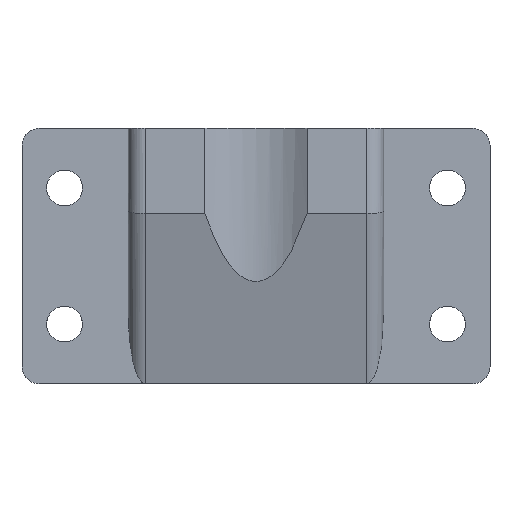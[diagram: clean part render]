
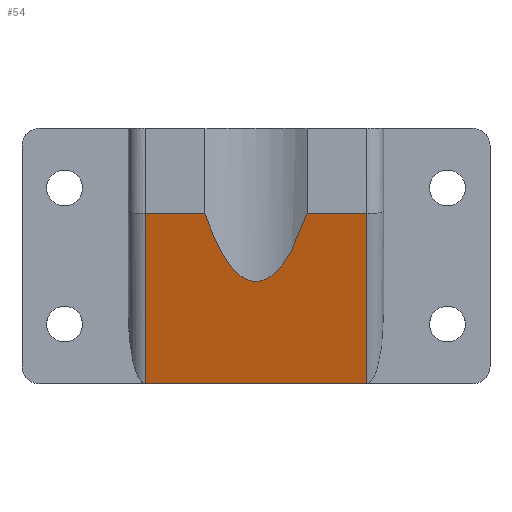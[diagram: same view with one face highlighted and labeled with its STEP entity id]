
A CAD part, top view. The second image highlights one B-rep face of the part: STEP entity #54.
In plain terms, the highlighted planar face has unit normal (0, -0.242, 0.97).
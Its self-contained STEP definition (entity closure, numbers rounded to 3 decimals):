
#2 = CARTESIAN_POINT ( 'NONE',  ( -13., -15., 2. ) ) ;
#5 = LINE ( 'NONE', #2, #281 ) ;
#7 = DIRECTION ( 'NONE',  ( 0., -0.97, -0.243 ) ) ;
#36 = DIRECTION ( 'NONE',  ( -1., 0., 0. ) ) ;
#54 = ADVANCED_FACE ( 'NONE', ( #1054 ), #525, .F. ) ;
#108 = EDGE_CURVE ( 'NONE', #1252, #1260, #1103, .T. ) ;
#127 = EDGE_CURVE ( 'NONE', #1265, #1246, #427, .T. ) ;
#132 = EDGE_CURVE ( 'NONE', #1265, #1242, #421, .T. ) ;
#138 = EDGE_CURVE ( 'NONE', #1246, #1252, #1123, .T. ) ;
#144 = EDGE_CURVE ( 'NONE', #1235, #1242, #5, .T. ) ;
#197 = EDGE_CURVE ( 'NONE', #1260, #1235, #681, .T. ) ;
#281 = VECTOR ( 'NONE', #7, 1000. ) ;
#322 = VECTOR ( 'NONE', #1121, 1000. ) ;
#329 = VECTOR ( 'NONE', #430, 1000. ) ;
#335 = VECTOR ( 'NONE', #36, 1000. ) ;
#421 = LINE ( 'NONE', #422, #335 ) ;
#422 = CARTESIAN_POINT ( 'NONE',  ( 15., -15., 2. ) ) ;
#424 = CARTESIAN_POINT ( 'NONE',  ( 13., 5., 7. ) ) ;
#427 = LINE ( 'NONE', #424, #329 ) ;
#430 = DIRECTION ( 'NONE',  ( 0., 0.97, 0.243 ) ) ;
#442 = ORIENTED_EDGE ( 'NONE', *, *, #108, .T. ) ;
#467 = ORIENTED_EDGE ( 'NONE', *, *, #132, .F. ) ;
#489 = EDGE_LOOP ( 'NONE', ( #1161, #1272, #467, #1155, #1193, #442 ) ) ;
#522 = DIRECTION ( 'NONE',  ( 0., 0.97, 0.243 ) ) ;
#523 = DIRECTION ( 'NONE',  ( 0., 0.243, -0.97 ) ) ;
#524 = CARTESIAN_POINT ( 'NONE',  ( 15., -15., 2. ) ) ;
#525 = PLANE ( 'NONE',  #1050 ) ;
#681 = LINE ( 'NONE', #682, #877 ) ;
#682 = CARTESIAN_POINT ( 'NONE',  ( 15., 5., 7. ) ) ;
#683 = DIRECTION ( 'NONE',  ( -1., 0., 0. ) ) ;
#747 = CARTESIAN_POINT ( 'NONE',  ( -6., 5., 7. ) ) ;
#765 = CARTESIAN_POINT ( 'NONE',  ( -2.308, -6.077, 4.231 ) ) ;
#769 = CARTESIAN_POINT ( 'NONE',  ( 2.308, -6.077, 4.231 ) ) ;
#781 = CARTESIAN_POINT ( 'NONE',  ( 6., 5., 7. ) ) ;
#877 = VECTOR ( 'NONE', #683, 1000. ) ;
#934 = CARTESIAN_POINT ( 'NONE',  ( -13., 5., 7. ) ) ;
#941 = CARTESIAN_POINT ( 'NONE',  ( -13., -15., 2. ) ) ;
#945 = CARTESIAN_POINT ( 'NONE',  ( 13., 5., 7. ) ) ;
#948 = CARTESIAN_POINT ( 'NONE',  ( 6., 5., 7. ) ) ;
#956 = CARTESIAN_POINT ( 'NONE',  ( -6., 5., 7. ) ) ;
#961 = CARTESIAN_POINT ( 'NONE',  ( 13., -15., 2. ) ) ;
#1050 = AXIS2_PLACEMENT_3D ( 'NONE', #524, #523, #522 ) ;
#1054 = FACE_OUTER_BOUND ( 'NONE', #489, .T. ) ;
#1103 =( BOUNDED_CURVE ( )  B_SPLINE_CURVE ( 3, ( #781, #769, #765, #747 ),
 .UNSPECIFIED., .F., .T. ) 
 B_SPLINE_CURVE_WITH_KNOTS ( ( 4, 4 ),
 ( 2.498, 3.785 ),
 .UNSPECIFIED. ) 
 CURVE ( )  GEOMETRIC_REPRESENTATION_ITEM ( )  RATIONAL_B_SPLINE_CURVE ( ( 1., 0.867, 0.867, 1. ) ) 
 REPRESENTATION_ITEM ( '' )  );
#1121 = DIRECTION ( 'NONE',  ( -1., 0., 0. ) ) ;
#1123 = LINE ( 'NONE', #1128, #322 ) ;
#1128 = CARTESIAN_POINT ( 'NONE',  ( 15., 5., 7. ) ) ;
#1155 = ORIENTED_EDGE ( 'NONE', *, *, #127, .T. ) ;
#1161 = ORIENTED_EDGE ( 'NONE', *, *, #197, .T. ) ;
#1193 = ORIENTED_EDGE ( 'NONE', *, *, #138, .T. ) ;
#1235 = VERTEX_POINT ( 'NONE', #934 ) ;
#1242 = VERTEX_POINT ( 'NONE', #941 ) ;
#1246 = VERTEX_POINT ( 'NONE', #945 ) ;
#1252 = VERTEX_POINT ( 'NONE', #948 ) ;
#1260 = VERTEX_POINT ( 'NONE', #956 ) ;
#1265 = VERTEX_POINT ( 'NONE', #961 ) ;
#1272 = ORIENTED_EDGE ( 'NONE', *, *, #144, .T. ) ;
